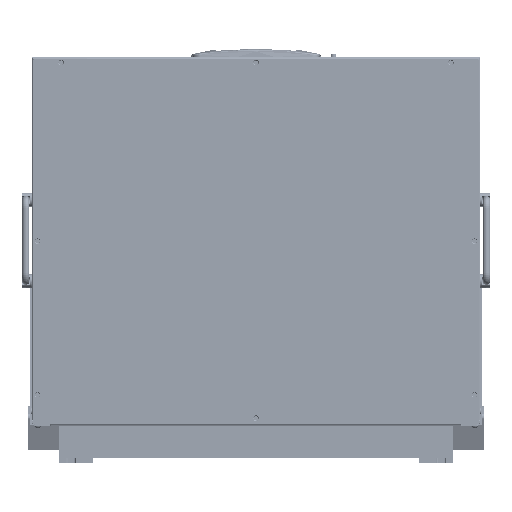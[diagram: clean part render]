
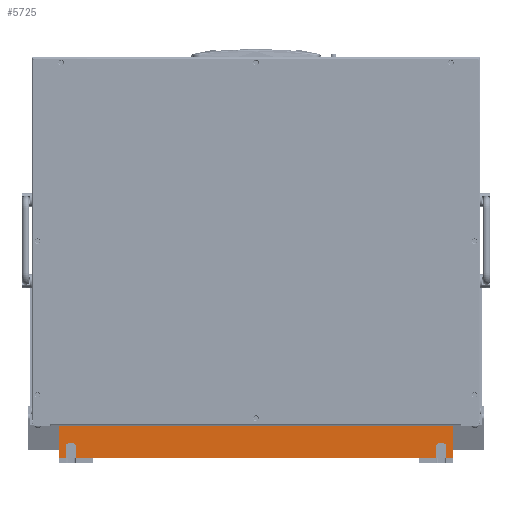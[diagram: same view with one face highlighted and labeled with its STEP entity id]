
A CAD part, front view. The second image highlights one B-rep face of the part: STEP entity #5725.
In plain terms, the highlighted planar face has unit normal (0, -1, 0).
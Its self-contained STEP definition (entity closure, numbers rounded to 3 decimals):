
#4332 = EDGE_CURVE ( 'NONE', #75892, #48954, #86155, .T. ) ;
#4808 = CARTESIAN_POINT ( 'NONE',  ( 221., -4., 20. ) ) ;
#5167 = EDGE_CURVE ( 'NONE', #64577, #43282, #55074, .T. ) ;
#5237 = DIRECTION ( 'NONE',  ( 0., 0., 1. ) ) ;
#5710 = ORIENTED_EDGE ( 'NONE', *, *, #59079, .T. ) ;
#5725 = ADVANCED_FACE ( 'NONE', ( #7482 ), #49938, .T. ) ;
#5970 = VECTOR ( 'NONE', #28006, 1000. ) ;
#6029 = DIRECTION ( 'NONE',  ( 1., 0., 0. ) ) ;
#7434 = EDGE_CURVE ( 'NONE', #40873, #8961, #14900, .T. ) ;
#7482 = FACE_OUTER_BOUND ( 'NONE', #9521, .T. ) ;
#8043 = DIRECTION ( 'NONE',  ( 1., 0., 0. ) ) ;
#8376 = DIRECTION ( 'NONE',  ( 0., -1., 0. ) ) ;
#8961 = VERTEX_POINT ( 'NONE', #53964 ) ;
#9240 = DIRECTION ( 'NONE',  ( -1., 0., 0. ) ) ;
#9521 = EDGE_LOOP ( 'NONE', ( #88971, #86208, #79873, #18285, #39340, #81622, #53756, #5710, #64665, #86401, #34653, #55798, #88589, #19804, #79514, #16780 ) ) ;
#9946 = CARTESIAN_POINT ( 'NONE',  ( -230., -4., 5. ) ) ;
#12410 = DIRECTION ( 'NONE',  ( 0., 0., 1. ) ) ;
#12463 = EDGE_CURVE ( 'NONE', #20063, #40873, #22748, .T. ) ;
#14293 = CARTESIAN_POINT ( 'NONE',  ( -242., -4., 20. ) ) ;
#14359 = CARTESIAN_POINT ( 'NONE',  ( -230., -4., 2. ) ) ;
#14900 = CIRCLE ( 'NONE', #68886, 3. ) ;
#15605 = LINE ( 'NONE', #43921, #58032 ) ;
#15758 = VECTOR ( 'NONE', #64780, 1000. ) ;
#15864 = VECTOR ( 'NONE', #8043, 1000. ) ;
#16780 = ORIENTED_EDGE ( 'NONE', *, *, #82431, .T. ) ;
#18285 = ORIENTED_EDGE ( 'NONE', *, *, #56106, .F. ) ;
#19804 = ORIENTED_EDGE ( 'NONE', *, *, #24784, .T. ) ;
#20063 = VERTEX_POINT ( 'NONE', #73708 ) ;
#20376 = CARTESIAN_POINT ( 'NONE',  ( -242., -4., 20. ) ) ;
#20973 = CARTESIAN_POINT ( 'NONE',  ( -224., -4., 2. ) ) ;
#21278 = LINE ( 'NONE', #36317, #61105 ) ;
#22503 = VERTEX_POINT ( 'NONE', #20973 ) ;
#22519 = CARTESIAN_POINT ( 'NONE',  ( 242., -4., -20. ) ) ;
#22748 = LINE ( 'NONE', #35090, #15758 ) ;
#22921 = VECTOR ( 'NONE', #5237, 1000. ) ;
#22924 = CIRCLE ( 'NONE', #37534, 3. ) ;
#23079 = DIRECTION ( 'NONE',  ( 0., 0., -1. ) ) ;
#24073 = DIRECTION ( 'NONE',  ( 0., 0., -1. ) ) ;
#24784 = EDGE_CURVE ( 'NONE', #48954, #22503, #22924, .T. ) ;
#24859 = CARTESIAN_POINT ( 'NONE',  ( 224., -4., 2. ) ) ;
#27425 = DIRECTION ( 'NONE',  ( 0., 1., 0. ) ) ;
#28006 = DIRECTION ( 'NONE',  ( 1., 0., 0. ) ) ;
#28895 = CARTESIAN_POINT ( 'NONE',  ( 224., -4., 5. ) ) ;
#29290 = DIRECTION ( 'NONE',  ( 0., 1., 0. ) ) ;
#30011 = VERTEX_POINT ( 'NONE', #38119 ) ;
#30125 = CARTESIAN_POINT ( 'NONE',  ( -221., -4., 5. ) ) ;
#30962 = DIRECTION ( 'NONE',  ( 0., 0., -1. ) ) ;
#31852 = DIRECTION ( 'NONE',  ( 0., 1., 0. ) ) ;
#32109 = CARTESIAN_POINT ( 'NONE',  ( -233., -4., 20. ) ) ;
#32617 = DIRECTION ( 'NONE',  ( 0., 0., -1. ) ) ;
#33410 = CARTESIAN_POINT ( 'NONE',  ( 233., -4., 5. ) ) ;
#33472 = VERTEX_POINT ( 'NONE', #77468 ) ;
#34302 = LINE ( 'NONE', #62637, #88560 ) ;
#34512 = DIRECTION ( 'NONE',  ( 0., 0., 1. ) ) ;
#34653 = ORIENTED_EDGE ( 'NONE', *, *, #73788, .T. ) ;
#34656 = EDGE_CURVE ( 'NONE', #75892, #68480, #34302, .T. ) ;
#35090 = CARTESIAN_POINT ( 'NONE',  ( 230., -4., 2. ) ) ;
#36317 = CARTESIAN_POINT ( 'NONE',  ( 242., -4., 20. ) ) ;
#36501 = AXIS2_PLACEMENT_3D ( 'NONE', #75424, #27425, #12410 ) ;
#37534 = AXIS2_PLACEMENT_3D ( 'NONE', #65337, #29290, #65809 ) ;
#38119 = CARTESIAN_POINT ( 'NONE',  ( -233., -4., 5. ) ) ;
#38595 = LINE ( 'NONE', #67782, #22921 ) ;
#39340 = ORIENTED_EDGE ( 'NONE', *, *, #57642, .F. ) ;
#40873 = VERTEX_POINT ( 'NONE', #24859 ) ;
#41795 = CARTESIAN_POINT ( 'NONE',  ( -242., -4., 20. ) ) ;
#42682 = DIRECTION ( 'NONE',  ( -1., 0., 0. ) ) ;
#43282 = VERTEX_POINT ( 'NONE', #61181 ) ;
#43759 = VECTOR ( 'NONE', #34512, 1000. ) ;
#43921 = CARTESIAN_POINT ( 'NONE',  ( -242., -4., -20. ) ) ;
#44601 = CARTESIAN_POINT ( 'NONE',  ( -221., -4., 20. ) ) ;
#45131 = VECTOR ( 'NONE', #42682, 1000. ) ;
#46762 = CIRCLE ( 'NONE', #36501, 3. ) ;
#48114 = LINE ( 'NONE', #14293, #5970 ) ;
#48954 = VERTEX_POINT ( 'NONE', #30125 ) ;
#48988 = DIRECTION ( 'NONE',  ( 0., 0., 1. ) ) ;
#49830 = LINE ( 'NONE', #4808, #86407 ) ;
#49938 = PLANE ( 'NONE',  #72939 ) ;
#51144 = EDGE_CURVE ( 'NONE', #56920, #72337, #89651, .T. ) ;
#53756 = ORIENTED_EDGE ( 'NONE', *, *, #51144, .T. ) ;
#53964 = CARTESIAN_POINT ( 'NONE',  ( 221., -4., 5. ) ) ;
#55074 = LINE ( 'NONE', #20376, #43759 ) ;
#55798 = ORIENTED_EDGE ( 'NONE', *, *, #34656, .F. ) ;
#55915 = VERTEX_POINT ( 'NONE', #82754 ) ;
#56106 = EDGE_CURVE ( 'NONE', #55915, #64577, #15605, .T. ) ;
#56920 = VERTEX_POINT ( 'NONE', #76650 ) ;
#57642 = EDGE_CURVE ( 'NONE', #78505, #55915, #21278, .T. ) ;
#58032 = VECTOR ( 'NONE', #9240, 1000. ) ;
#59079 = EDGE_CURVE ( 'NONE', #72337, #20063, #46762, .T. ) ;
#60897 = CARTESIAN_POINT ( 'NONE',  ( 233., -4., 20. ) ) ;
#61105 = VECTOR ( 'NONE', #23079, 1000. ) ;
#61181 = CARTESIAN_POINT ( 'NONE',  ( -242., -4., 20. ) ) ;
#62637 = CARTESIAN_POINT ( 'NONE',  ( -242., -4., 20. ) ) ;
#64058 = AXIS2_PLACEMENT_3D ( 'NONE', #9946, #31852, #30962 ) ;
#64577 = VERTEX_POINT ( 'NONE', #66811 ) ;
#64665 = ORIENTED_EDGE ( 'NONE', *, *, #12463, .T. ) ;
#64780 = DIRECTION ( 'NONE',  ( -1., 0., 0. ) ) ;
#65337 = CARTESIAN_POINT ( 'NONE',  ( -224., -4., 5. ) ) ;
#65809 = DIRECTION ( 'NONE',  ( 0., 0., -1. ) ) ;
#66811 = CARTESIAN_POINT ( 'NONE',  ( -242., -4., -20. ) ) ;
#67782 = CARTESIAN_POINT ( 'NONE',  ( -233., -4., 20. ) ) ;
#68480 = VERTEX_POINT ( 'NONE', #82820 ) ;
#68862 = VERTEX_POINT ( 'NONE', #32109 ) ;
#68886 = AXIS2_PLACEMENT_3D ( 'NONE', #28895, #70910, #48988 ) ;
#69627 = LINE ( 'NONE', #14359, #45131 ) ;
#70910 = DIRECTION ( 'NONE',  ( 0., 1., 0. ) ) ;
#71842 = DIRECTION ( 'NONE',  ( 0., 0., -1. ) ) ;
#72066 = EDGE_CURVE ( 'NONE', #56920, #78505, #48114, .T. ) ;
#72337 = VERTEX_POINT ( 'NONE', #33410 ) ;
#72939 = AXIS2_PLACEMENT_3D ( 'NONE', #22519, #8376, #71842 ) ;
#73708 = CARTESIAN_POINT ( 'NONE',  ( 230., -4., 2. ) ) ;
#73788 = EDGE_CURVE ( 'NONE', #8961, #68480, #49830, .T. ) ;
#75424 = CARTESIAN_POINT ( 'NONE',  ( 230., -4., 5. ) ) ;
#75892 = VERTEX_POINT ( 'NONE', #81145 ) ;
#76650 = CARTESIAN_POINT ( 'NONE',  ( 233., -4., 20. ) ) ;
#77468 = CARTESIAN_POINT ( 'NONE',  ( -230., -4., 2. ) ) ;
#77704 = EDGE_CURVE ( 'NONE', #22503, #33472, #69627, .T. ) ;
#78505 = VERTEX_POINT ( 'NONE', #83872 ) ;
#79514 = ORIENTED_EDGE ( 'NONE', *, *, #77704, .T. ) ;
#79873 = ORIENTED_EDGE ( 'NONE', *, *, #5167, .F. ) ;
#81145 = CARTESIAN_POINT ( 'NONE',  ( -221., -4., 20. ) ) ;
#81570 = VECTOR ( 'NONE', #24073, 1000. ) ;
#81622 = ORIENTED_EDGE ( 'NONE', *, *, #72066, .F. ) ;
#82431 = EDGE_CURVE ( 'NONE', #33472, #30011, #85889, .T. ) ;
#82688 = EDGE_CURVE ( 'NONE', #43282, #68862, #83802, .T. ) ;
#82754 = CARTESIAN_POINT ( 'NONE',  ( 242., -4., -20. ) ) ;
#82820 = CARTESIAN_POINT ( 'NONE',  ( 221., -4., 20. ) ) ;
#83802 = LINE ( 'NONE', #41795, #15864 ) ;
#83872 = CARTESIAN_POINT ( 'NONE',  ( 242., -4., 20. ) ) ;
#85889 = CIRCLE ( 'NONE', #64058, 3. ) ;
#86155 = LINE ( 'NONE', #44601, #81570 ) ;
#86208 = ORIENTED_EDGE ( 'NONE', *, *, #82688, .F. ) ;
#86401 = ORIENTED_EDGE ( 'NONE', *, *, #7434, .T. ) ;
#86407 = VECTOR ( 'NONE', #89701, 1000. ) ;
#87699 = EDGE_CURVE ( 'NONE', #30011, #68862, #38595, .T. ) ;
#87817 = VECTOR ( 'NONE', #32617, 1000. ) ;
#88560 = VECTOR ( 'NONE', #6029, 1000. ) ;
#88589 = ORIENTED_EDGE ( 'NONE', *, *, #4332, .T. ) ;
#88971 = ORIENTED_EDGE ( 'NONE', *, *, #87699, .T. ) ;
#89651 = LINE ( 'NONE', #60897, #87817 ) ;
#89701 = DIRECTION ( 'NONE',  ( 0., 0., 1. ) ) ;
